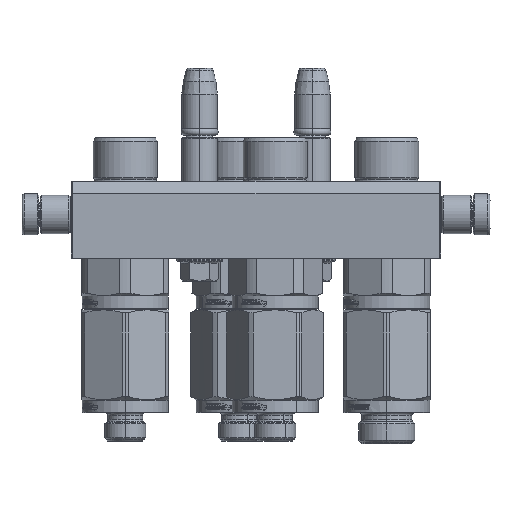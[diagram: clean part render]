
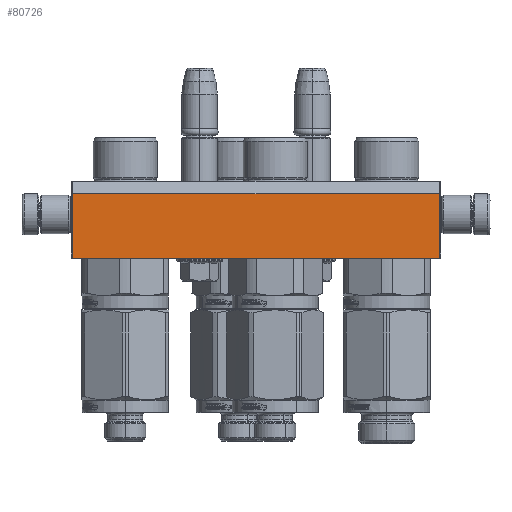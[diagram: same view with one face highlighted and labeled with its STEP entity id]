
A CAD part, left-side view. The second image highlights one B-rep face of the part: STEP entity #80726.
In plain terms, the highlighted face is planar.
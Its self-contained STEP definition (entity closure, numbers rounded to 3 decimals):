
#3032 = VECTOR ( 'NONE', #70529, 1000. ) ;
#3615 = PLANE ( 'NONE',  #54347 ) ;
#3701 = VECTOR ( 'NONE', #65612, 1000. ) ;
#3926 = DIRECTION ( 'NONE',  ( 0., 0., -1. ) ) ;
#4762 = VERTEX_POINT ( 'NONE', #70625 ) ;
#6974 = ORIENTED_EDGE ( 'NONE', *, *, #70911, .F. ) ;
#19233 = LINE ( 'NONE', #72124, #3701 ) ;
#19561 = ORIENTED_EDGE ( 'NONE', *, *, #36878, .T. ) ;
#21834 = CARTESIAN_POINT ( 'NONE',  ( 143.5, 30., -90. ) ) ;
#25728 = FACE_OUTER_BOUND ( 'NONE', #37501, .T. ) ;
#26900 = CARTESIAN_POINT ( 'NONE',  ( 143.5, 5., -90. ) ) ;
#28951 = DIRECTION ( 'NONE',  ( -1., 0., 0. ) ) ;
#32437 = CARTESIAN_POINT ( 'NONE',  ( 144., 0., -90. ) ) ;
#33178 = CARTESIAN_POINT ( 'NONE',  ( 0.5, 30., -90. ) ) ;
#34352 = DIRECTION ( 'NONE',  ( -1., 0., 0. ) ) ;
#36878 = EDGE_CURVE ( 'NONE', #4762, #69321, #57872, .T. ) ;
#37501 = EDGE_LOOP ( 'NONE', ( #6974, #72230, #19561, #54447 ) ) ;
#38078 = VECTOR ( 'NONE', #34352, 1000. ) ;
#39572 = DIRECTION ( 'NONE',  ( -1., 0., 0. ) ) ;
#47090 = CARTESIAN_POINT ( 'NONE',  ( 143.5, 30., -90. ) ) ;
#47339 = VERTEX_POINT ( 'NONE', #47090 ) ;
#47629 = VECTOR ( 'NONE', #28951, 1000. ) ;
#52617 = VERTEX_POINT ( 'NONE', #33178 ) ;
#54347 = AXIS2_PLACEMENT_3D ( 'NONE', #32437, #3926, #39572 ) ;
#54447 = ORIENTED_EDGE ( 'NONE', *, *, #82729, .T. ) ;
#57872 = LINE ( 'NONE', #26900, #38078 ) ;
#65612 = DIRECTION ( 'NONE',  ( 0., 1., 0. ) ) ;
#69321 = VERTEX_POINT ( 'NONE', #75697 ) ;
#70529 = DIRECTION ( 'NONE',  ( 0., 1., 0. ) ) ;
#70625 = CARTESIAN_POINT ( 'NONE',  ( 143.5, 5., -90. ) ) ;
#70911 = EDGE_CURVE ( 'NONE', #47339, #52617, #78697, .T. ) ;
#71444 = CARTESIAN_POINT ( 'NONE',  ( 0.5, 5., -90. ) ) ;
#72124 = CARTESIAN_POINT ( 'NONE',  ( 143.5, 5., -90. ) ) ;
#72230 = ORIENTED_EDGE ( 'NONE', *, *, #79986, .F. ) ;
#75697 = CARTESIAN_POINT ( 'NONE',  ( 0.5, 5., -90. ) ) ;
#78697 = LINE ( 'NONE', #21834, #47629 ) ;
#79422 = LINE ( 'NONE', #71444, #3032 ) ;
#79986 = EDGE_CURVE ( 'NONE', #4762, #47339, #19233, .T. ) ;
#80726 = ADVANCED_FACE ( 'NONE', ( #25728 ), #3615, .T. ) ;
#82729 = EDGE_CURVE ( 'NONE', #69321, #52617, #79422, .T. ) ;
